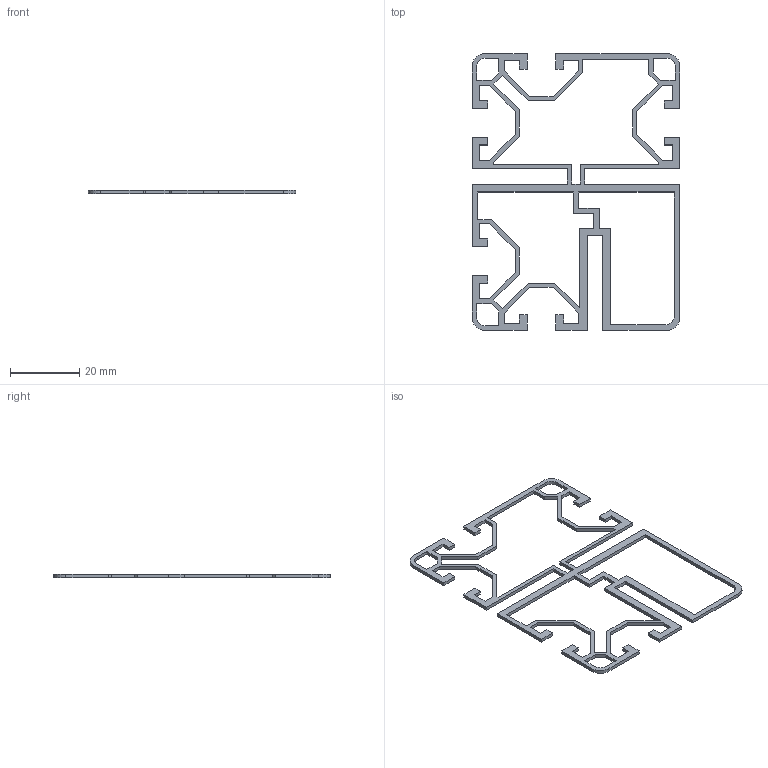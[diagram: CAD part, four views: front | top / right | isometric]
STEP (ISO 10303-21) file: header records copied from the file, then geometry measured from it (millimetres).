
FILE_DESCRIPTION((''),'2;1');
FILE_NAME('SP645_extern.ipt.step','2007-09-10T15:11:15',(''),(''),'Autodesk Inventor 11','Autodesk Inventor 11','');
FILE_SCHEMA(('AUTOMOTIVE_DESIGN { 1 0 10303 214 1 1 1 1 }'));
Length unit declared in the file: millimetre
Products named in the file (1): SP645_extern
Bounding box: 60 x 80 x 1 mm (x, y, z)
Volume: 1025.4 mm3; surface area: 3282.9 mm2
Topology: 1 solids, 1 shells, 155 faces, 459 edges, 306 vertices
Faces by surface type: plane 147, cylinder 8
Entity records: 5136 total; most frequent: CARTESIAN_POINT 921, ORIENTED_EDGE 918, DIRECTION 787, EDGE_CURVE 459, VECTOR 443, LINE 443, VERTEX_POINT 306, AXIS2_PLACEMENT_3D 172
